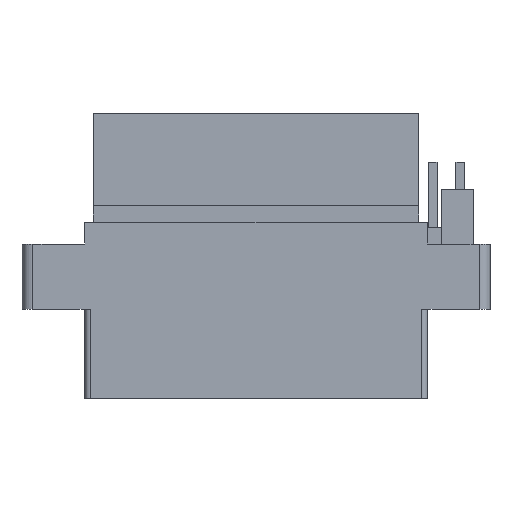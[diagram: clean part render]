
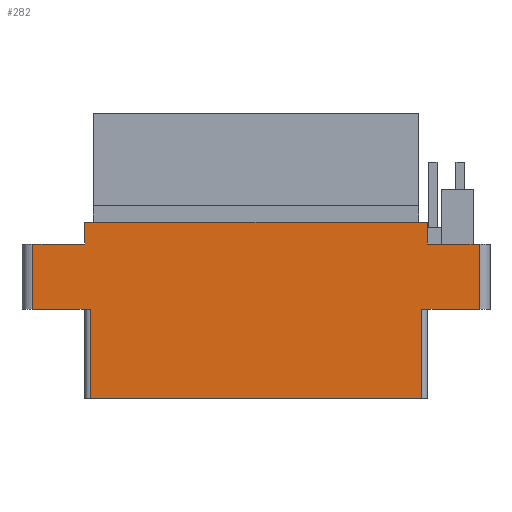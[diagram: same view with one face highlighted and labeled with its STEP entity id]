
A CAD part, front view. The second image highlights one B-rep face of the part: STEP entity #282.
In plain terms, the highlighted planar face has unit normal (0, -1, 0).
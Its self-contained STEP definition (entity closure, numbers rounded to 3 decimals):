
#282 = ADVANCED_FACE( '', ( #693 ), #694, .F. );
#693 = FACE_OUTER_BOUND( '', #1264, .T. );
#694 = PLANE( '', #1265 );
#1264 = EDGE_LOOP( '', ( #2049, #2050, #2051, #2052, #2053, #2054, #2055, #2056, #2057, #2058, #2059, #2060 ) );
#1265 = AXIS2_PLACEMENT_3D( '', #2061, #2062, #2063 );
#2049 = ORIENTED_EDGE( '', *, *, #3460, .F. );
#2050 = ORIENTED_EDGE( '', *, *, #3461, .T. );
#2051 = ORIENTED_EDGE( '', *, *, #3462, .T. );
#2052 = ORIENTED_EDGE( '', *, *, #3463, .T. );
#2053 = ORIENTED_EDGE( '', *, *, #3464, .T. );
#2054 = ORIENTED_EDGE( '', *, *, #3465, .T. );
#2055 = ORIENTED_EDGE( '', *, *, #3466, .T. );
#2056 = ORIENTED_EDGE( '', *, *, #3467, .T. );
#2057 = ORIENTED_EDGE( '', *, *, #3246, .F. );
#2058 = ORIENTED_EDGE( '', *, *, #3468, .F. );
#2059 = ORIENTED_EDGE( '', *, *, #3469, .T. );
#2060 = ORIENTED_EDGE( '', *, *, #3470, .T. );
#2061 = CARTESIAN_POINT( '', ( -15.75, -14.25, 8.2 ) );
#2062 = DIRECTION( '', ( 0., 1., 0. ) );
#2063 = DIRECTION( '', ( 0., 0., 1. ) );
#3246 = EDGE_CURVE( '', #3846, #3848, #3849, .T. );
#3460 = EDGE_CURVE( '', #4219, #4220, #4221, .T. );
#3461 = EDGE_CURVE( '', #4219, #4222, #4223, .T. );
#3462 = EDGE_CURVE( '', #4222, #4224, #4225, .T. );
#3463 = EDGE_CURVE( '', #4224, #4226, #4227, .T. );
#3464 = EDGE_CURVE( '', #4226, #4228, #4229, .T. );
#3465 = EDGE_CURVE( '', #4228, #4230, #4231, .F. );
#3466 = EDGE_CURVE( '', #4230, #4232, #4233, .T. );
#3467 = EDGE_CURVE( '', #4232, #3848, #4234, .F. );
#3468 = EDGE_CURVE( '', #4235, #3846, #4236, .T. );
#3469 = EDGE_CURVE( '', #4235, #4237, #4238, .T. );
#3470 = EDGE_CURVE( '', #4237, #4220, #4239, .T. );
#3846 = VERTEX_POINT( '', #4738 );
#3848 = VERTEX_POINT( '', #4741 );
#3849 = LINE( '', #4742, #4743 );
#4219 = VERTEX_POINT( '', #5274 );
#4220 = VERTEX_POINT( '', #5275 );
#4221 = LINE( '', #5276, #5277 );
#4222 = VERTEX_POINT( '', #5278 );
#4223 = LINE( '', #5279, #5280 );
#4224 = VERTEX_POINT( '', #5281 );
#4225 = LINE( '', #5282, #5283 );
#4226 = VERTEX_POINT( '', #5284 );
#4227 = LINE( '', #5285, #5286 );
#4228 = VERTEX_POINT( '', #5287 );
#4229 = LINE( '', #5288, #5289 );
#4230 = VERTEX_POINT( '', #5290 );
#4231 = LINE( '', #5291, #5292 );
#4232 = VERTEX_POINT( '', #5293 );
#4233 = LINE( '', #5294, #5295 );
#4234 = LINE( '', #5296, #5297 );
#4235 = VERTEX_POINT( '', #5298 );
#4236 = LINE( '', #5299, #5300 );
#4237 = VERTEX_POINT( '', #5301 );
#4238 = LINE( '', #5302, #5303 );
#4239 = LINE( '', #5304, #5305 );
#4738 = CARTESIAN_POINT( '', ( 15.75, -14.25, 14.2 ) );
#4741 = CARTESIAN_POINT( '', ( 20.5, -14.25, 14.2 ) );
#4742 = CARTESIAN_POINT( '', ( -21.5, -14.25, 14.2 ) );
#4743 = VECTOR( '', #6013, 1000. );
#5274 = CARTESIAN_POINT( '', ( -20.5, -14.25, 14.2 ) );
#5275 = CARTESIAN_POINT( '', ( -15.75, -14.25, 14.2 ) );
#5276 = CARTESIAN_POINT( '', ( -21.5, -14.25, 14.2 ) );
#5277 = VECTOR( '', #6217, 1000. );
#5278 = CARTESIAN_POINT( '', ( -20.5, -14.25, 8.2 ) );
#5279 = CARTESIAN_POINT( '', ( -20.5, -14.25, 8.2 ) );
#5280 = VECTOR( '', #6218, 1000. );
#5281 = CARTESIAN_POINT( '', ( -15.25, -14.25, 8.2 ) );
#5282 = CARTESIAN_POINT( '', ( -21.5, -14.25, 8.2 ) );
#5283 = VECTOR( '', #6219, 1000. );
#5284 = CARTESIAN_POINT( '', ( -15.25, -14.25, 0. ) );
#5285 = CARTESIAN_POINT( '', ( -15.25, -14.25, 8.2 ) );
#5286 = VECTOR( '', #6220, 1000. );
#5287 = CARTESIAN_POINT( '', ( 15.25, -14.25, 0. ) );
#5288 = CARTESIAN_POINT( '', ( -15.75, -14.25, 0. ) );
#5289 = VECTOR( '', #6221, 1000. );
#5290 = CARTESIAN_POINT( '', ( 15.25, -14.25, 8.2 ) );
#5291 = CARTESIAN_POINT( '', ( 15.25, -14.25, 8.2 ) );
#5292 = VECTOR( '', #6222, 1000. );
#5293 = CARTESIAN_POINT( '', ( 20.5, -14.25, 8.2 ) );
#5294 = CARTESIAN_POINT( '', ( -21.5, -14.25, 8.2 ) );
#5295 = VECTOR( '', #6223, 1000. );
#5296 = CARTESIAN_POINT( '', ( 20.5, -14.25, 8.2 ) );
#5297 = VECTOR( '', #6224, 1000. );
#5298 = CARTESIAN_POINT( '', ( 15.75, -14.25, 16.2 ) );
#5299 = CARTESIAN_POINT( '', ( 15.75, -14.25, 16.2 ) );
#5300 = VECTOR( '', #6225, 1000. );
#5301 = CARTESIAN_POINT( '', ( -15.75, -14.25, 16.2 ) );
#5302 = CARTESIAN_POINT( '', ( -15.75, -14.25, 16.2 ) );
#5303 = VECTOR( '', #6226, 1000. );
#5304 = CARTESIAN_POINT( '', ( -15.75, -14.25, 16.2 ) );
#5305 = VECTOR( '', #6227, 1000. );
#6013 = DIRECTION( '', ( 1., 0., 0. ) );
#6217 = DIRECTION( '', ( 1., 0., 0. ) );
#6218 = DIRECTION( '', ( 0., 0., -1. ) );
#6219 = DIRECTION( '', ( 1., 0., 0. ) );
#6220 = DIRECTION( '', ( 0., 0., -1. ) );
#6221 = DIRECTION( '', ( 1., 0., 0. ) );
#6222 = DIRECTION( '', ( 0., 0., -1. ) );
#6223 = DIRECTION( '', ( 1., 0., 0. ) );
#6224 = DIRECTION( '', ( 0., 0., -1. ) );
#6225 = DIRECTION( '', ( 0., 0., -1. ) );
#6226 = DIRECTION( '', ( -1., 0., 0. ) );
#6227 = DIRECTION( '', ( 0., 0., -1. ) );
